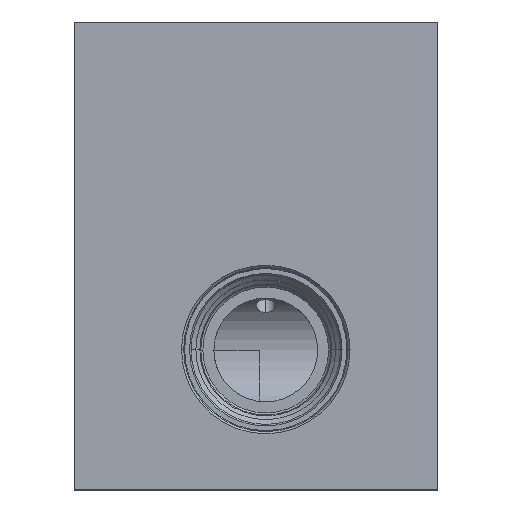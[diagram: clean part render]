
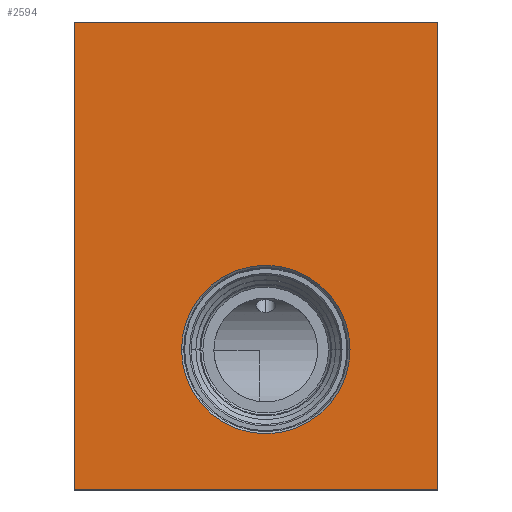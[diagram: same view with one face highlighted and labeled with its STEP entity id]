
A CAD part, top view. The second image highlights one B-rep face of the part: STEP entity #2594.
In plain terms, the highlighted planar face has unit normal (0, 0, 1).
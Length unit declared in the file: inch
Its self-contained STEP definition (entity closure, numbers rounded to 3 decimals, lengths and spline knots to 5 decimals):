
#143=DIRECTION('',(0.,-1.,0.));
#144=VECTOR('',#143,4.5);
#145=CARTESIAN_POINT('',(0.,0.,5.5));
#146=LINE('',#145,#144);
#147=DIRECTION('',(-1.,0.,0.));
#148=VECTOR('',#147,3.5);
#149=CARTESIAN_POINT('',(3.5,0.,5.5));
#150=LINE('',#149,#148);
#151=DIRECTION('',(0.,1.,0.));
#152=VECTOR('',#151,4.5);
#153=CARTESIAN_POINT('',(3.5,-4.5,5.5));
#154=LINE('',#153,#152);
#155=DIRECTION('',(1.,0.,0.));
#156=VECTOR('',#155,3.5);
#157=CARTESIAN_POINT('',(0.,-4.5,5.5));
#158=LINE('',#157,#156);
#159=CARTESIAN_POINT('',(1.844,-3.156,5.5));
#160=DIRECTION('',(0.,0.,-1.));
#161=DIRECTION('',(-1.,0.,0.));
#162=AXIS2_PLACEMENT_3D('',#159,#160,#161);
#164=CARTESIAN_POINT('',(1.844,-3.156,5.5));
#165=DIRECTION('',(0.,0.,-1.));
#166=DIRECTION('',(1.,0.,0.));
#167=AXIS2_PLACEMENT_3D('',#164,#165,#166);
#2106=CARTESIAN_POINT('',(0.,0.,5.5));
#2107=CARTESIAN_POINT('',(0.,-4.5,5.5));
#2108=VERTEX_POINT('',#2106);
#2109=VERTEX_POINT('',#2107);
#2110=CARTESIAN_POINT('',(3.5,-4.5,5.5));
#2111=VERTEX_POINT('',#2110);
#2112=CARTESIAN_POINT('',(3.5,0.,5.5));
#2113=VERTEX_POINT('',#2112);
#2166=CARTESIAN_POINT('',(1.032,-3.156,5.5));
#2167=CARTESIAN_POINT('',(2.656,-3.156,5.5));
#2168=VERTEX_POINT('',#2166);
#2169=VERTEX_POINT('',#2167);
#2577=CARTESIAN_POINT('',(0.,0.,5.5));
#2578=DIRECTION('',(0.,0.,1.));
#2579=DIRECTION('',(1.,0.,0.));
#2580=AXIS2_PLACEMENT_3D('',#2577,#2578,#2579);
#2581=PLANE('',#2580);
#2582=ORIENTED_EDGE('',*,*,#2469,.F.);
#2583=ORIENTED_EDGE('',*,*,#2508,.F.);
#2584=ORIENTED_EDGE('',*,*,#2534,.F.);
#2585=ORIENTED_EDGE('',*,*,#2559,.F.);
#2586=EDGE_LOOP('',(#2582,#2583,#2584,#2585));
#2587=FACE_OUTER_BOUND('',#2586,.F.);
#2589=ORIENTED_EDGE('',*,*,#2588,.F.);
#2591=ORIENTED_EDGE('',*,*,#2590,.F.);
#2592=EDGE_LOOP('',(#2589,#2591));
#2593=FACE_BOUND('',#2592,.F.);
#2594=ADVANCED_FACE('',(#2587,#2593),#2581,.T.);
#163=CIRCLE('',#162,0.812);
#168=CIRCLE('',#167,0.812);
#2469=EDGE_CURVE('',#2108,#2109,#146,.T.);
#2508=EDGE_CURVE('',#2113,#2108,#150,.T.);
#2534=EDGE_CURVE('',#2111,#2113,#154,.T.);
#2559=EDGE_CURVE('',#2109,#2111,#158,.T.);
#2588=EDGE_CURVE('',#2168,#2169,#163,.T.);
#2590=EDGE_CURVE('',#2169,#2168,#168,.T.);
